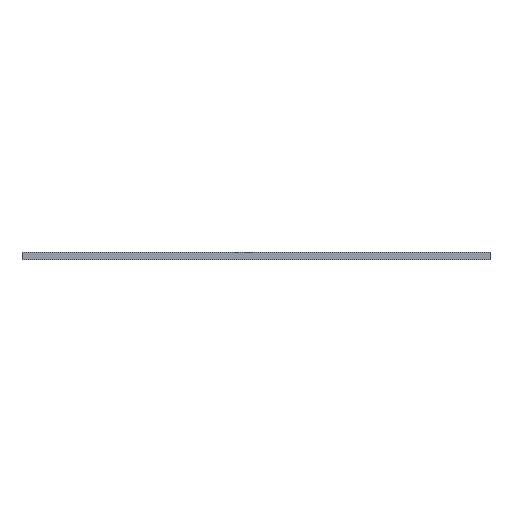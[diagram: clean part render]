
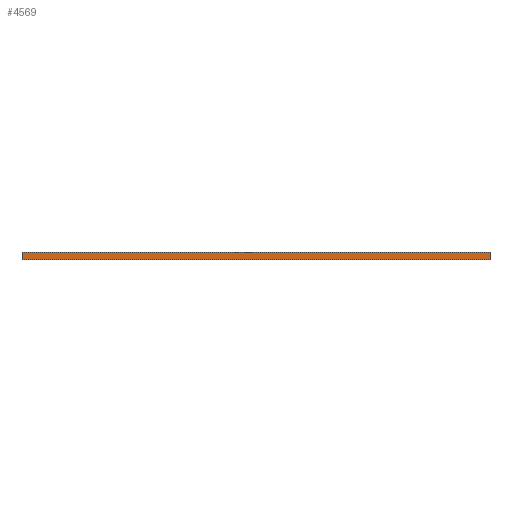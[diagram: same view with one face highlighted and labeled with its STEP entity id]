
A CAD part, front view. The second image highlights one B-rep face of the part: STEP entity #4569.
In plain terms, the highlighted planar face has unit normal (0, -1, 0).
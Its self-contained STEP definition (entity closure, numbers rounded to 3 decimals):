
#609=FACE_OUTER_BOUND('',#833,.T.);
#833=EDGE_LOOP('',(#3769,#3770,#3771,#3772));
#1327=LINE('',#7663,#1777);
#1328=LINE('',#7665,#1778);
#1329=LINE('',#7667,#1779);
#1330=LINE('',#7668,#1780);
#1777=VECTOR('',#6331,10.);
#1778=VECTOR('',#6332,10.);
#1779=VECTOR('',#6333,10.);
#1780=VECTOR('',#6334,10.);
#2227=VERTEX_POINT('',#7661);
#2228=VERTEX_POINT('',#7662);
#2229=VERTEX_POINT('',#7664);
#2230=VERTEX_POINT('',#7666);
#2887=EDGE_CURVE('',#2227,#2228,#1327,.T.);
#2888=EDGE_CURVE('',#2227,#2229,#1328,.T.);
#2889=EDGE_CURVE('',#2230,#2229,#1329,.T.);
#2890=EDGE_CURVE('',#2228,#2230,#1330,.T.);
#3769=ORIENTED_EDGE('',*,*,#2887,.F.);
#3770=ORIENTED_EDGE('',*,*,#2888,.T.);
#3771=ORIENTED_EDGE('',*,*,#2889,.F.);
#3772=ORIENTED_EDGE('',*,*,#2890,.F.);
#4345=PLANE('',#5023);
#4569=ADVANCED_FACE('',(#609),#4345,.T.);
#5023=AXIS2_PLACEMENT_3D('',#7660,#6329,#6330);
#6329=DIRECTION('center_axis',(0.,-1.,0.));
#6330=DIRECTION('ref_axis',(1.,0.,0.));
#6331=DIRECTION('',(-1.,0.,0.));
#6332=DIRECTION('',(0.,0.,1.));
#6333=DIRECTION('',(1.,0.,0.));
#6334=DIRECTION('',(0.,0.,1.));
#7660=CARTESIAN_POINT('Origin',(0.,-117.3,0.));
#7661=CARTESIAN_POINT('',(95.25,-117.3,0.));
#7662=CARTESIAN_POINT('',(0.,-117.3,0.));
#7663=CARTESIAN_POINT('',(95.25,-117.3,0.));
#7664=CARTESIAN_POINT('',(95.25,-117.3,1.5));
#7665=CARTESIAN_POINT('',(95.25,-117.3,0.));
#7666=CARTESIAN_POINT('',(0.,-117.3,1.5));
#7667=CARTESIAN_POINT('',(95.25,-117.3,1.5));
#7668=CARTESIAN_POINT('',(0.,-117.3,0.));
